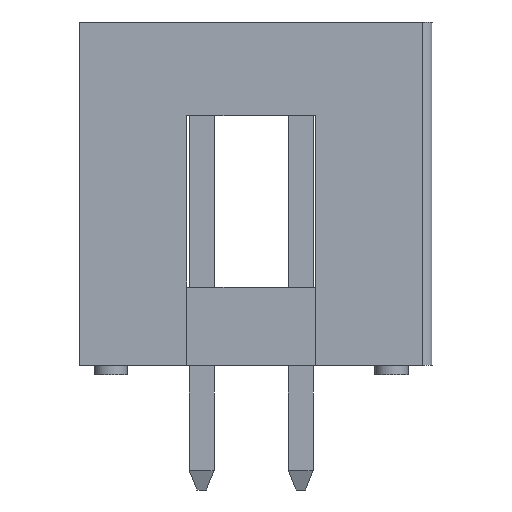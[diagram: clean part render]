
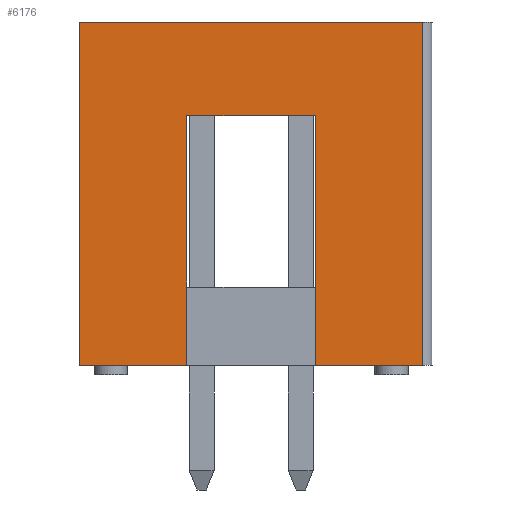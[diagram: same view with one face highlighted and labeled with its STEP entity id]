
A CAD part, front view. The second image highlights one B-rep face of the part: STEP entity #6176.
In plain terms, the highlighted face is planar.
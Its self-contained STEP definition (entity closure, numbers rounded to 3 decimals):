
#653=ORIENTED_EDGE('',*,*,#1570,.T.);
#654=ORIENTED_EDGE('',*,*,#1545,.F.);
#655=ORIENTED_EDGE('',*,*,#1562,.T.);
#656=ORIENTED_EDGE('',*,*,#1560,.T.);
#657=ORIENTED_EDGE('',*,*,#1571,.T.);
#658=ORIENTED_EDGE('',*,*,#1568,.F.);
#659=ORIENTED_EDGE('',*,*,#1572,.F.);
#660=ORIENTED_EDGE('',*,*,#1573,.T.);
#1545=EDGE_CURVE('',#2010,#2008,#2476,.T.);
#1560=EDGE_CURVE('',#2019,#2018,#2491,.T.);
#1562=EDGE_CURVE('',#2010,#2019,#2493,.T.);
#1568=EDGE_CURVE('',#2024,#2025,#2497,.T.);
#1570=EDGE_CURVE('',#2026,#2008,#2499,.T.);
#1571=EDGE_CURVE('',#2018,#2025,#2500,.T.);
#1572=EDGE_CURVE('',#2027,#2024,#2501,.T.);
#1573=EDGE_CURVE('',#2027,#2026,#2502,.T.);
#2008=VERTEX_POINT('',#8371);
#2010=VERTEX_POINT('',#8375);
#2018=VERTEX_POINT('',#8402);
#2019=VERTEX_POINT('',#8404);
#2024=VERTEX_POINT('',#8419);
#2025=VERTEX_POINT('',#8421);
#2026=VERTEX_POINT('',#8425);
#2027=VERTEX_POINT('',#8428);
#2476=LINE('',#8376,#3047);
#2491=LINE('',#8403,#3062);
#2493=LINE('',#8407,#3064);
#2497=LINE('',#8420,#3068);
#2499=LINE('',#8424,#3070);
#2500=LINE('',#8426,#3071);
#2501=LINE('',#8427,#3072);
#2502=LINE('',#8429,#3073);
#3047=VECTOR('',#7203,1000.);
#3062=VECTOR('',#7226,1000.);
#3064=VECTOR('',#7230,1000.);
#3068=VECTOR('',#7242,1000.);
#3070=VECTOR('',#7246,1000.);
#3071=VECTOR('',#7247,1000.);
#3072=VECTOR('',#7248,1000.);
#3073=VECTOR('',#7249,1000.);
#3475=EDGE_LOOP('',(#653,#654,#655,#656,#657,#658,#659,#660));
#3772=FACE_BOUND('',#3475,.T.);
#4056=PLANE('',#6462);
#6176=ADVANCED_FACE('',(#3772),#4056,.T.);
#6462=AXIS2_PLACEMENT_3D('',#8423,#7244,#7245);
#7203=DIRECTION('',(0.,0.,-1.));
#7226=DIRECTION('',(0.,0.,-1.));
#7230=DIRECTION('',(0.,1.,0.));
#7242=DIRECTION('',(0.,0.,-1.));
#7244=DIRECTION('',(1.,0.,0.));
#7245=DIRECTION('',(0.,0.,-1.));
#7246=DIRECTION('',(0.,1.,0.));
#7247=DIRECTION('',(0.,1.,0.));
#7248=DIRECTION('',(0.,1.,0.));
#7249=DIRECTION('',(0.,0.,-1.));
#8371=CARTESIAN_POINT('',(10.18,-1.65,-4.4));
#8375=CARTESIAN_POINT('',(10.18,-1.65,2.));
#8376=CARTESIAN_POINT('',(10.18,-1.65,2.));
#8402=CARTESIAN_POINT('',(10.18,1.65,-4.4));
#8403=CARTESIAN_POINT('',(10.18,1.65,2.));
#8404=CARTESIAN_POINT('',(10.18,1.65,2.));
#8407=CARTESIAN_POINT('',(10.18,-1.65,2.));
#8419=CARTESIAN_POINT('',(10.18,4.4,4.4));
#8420=CARTESIAN_POINT('',(10.18,4.4,4.4));
#8421=CARTESIAN_POINT('',(10.18,4.4,-4.4));
#8423=CARTESIAN_POINT('',(10.18,-4.4,4.4));
#8424=CARTESIAN_POINT('',(10.18,-4.4,-4.4));
#8425=CARTESIAN_POINT('',(10.18,-4.4,-4.4));
#8426=CARTESIAN_POINT('',(10.18,-4.4,-4.4));
#8427=CARTESIAN_POINT('',(10.18,-4.4,4.4));
#8428=CARTESIAN_POINT('',(10.18,-4.4,4.4));
#8429=CARTESIAN_POINT('',(10.18,-4.4,4.4));
